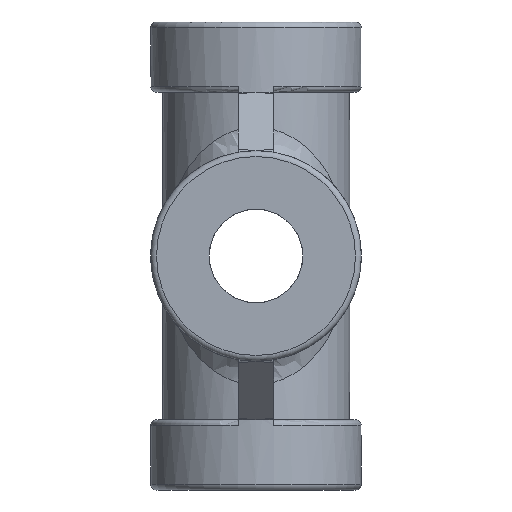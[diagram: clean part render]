
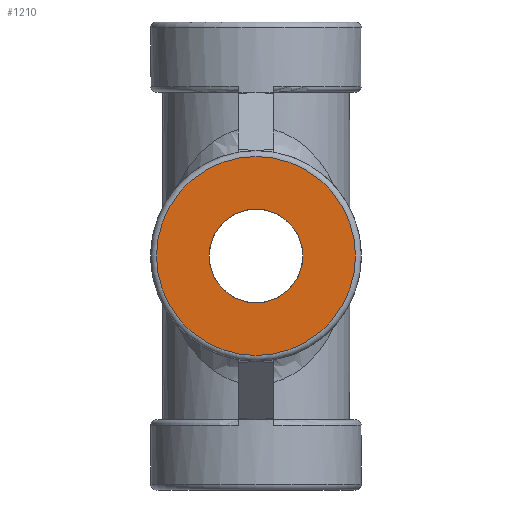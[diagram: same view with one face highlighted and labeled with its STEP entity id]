
A CAD part, front view. The second image highlights one B-rep face of the part: STEP entity #1210.
In plain terms, the highlighted planar face has unit normal (0, -1, 0).
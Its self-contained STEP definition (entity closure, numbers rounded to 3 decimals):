
#120=PLANE('',#1337);
#152=CIRCLE('',#1330,4.);
#154=CIRCLE('',#1338,8.5);
#286=ORIENTED_EDGE('',*,*,#646,.T.);
#287=ORIENTED_EDGE('',*,*,#640,.T.);
#640=EDGE_CURVE('',#810,#810,#152,.T.);
#646=EDGE_CURVE('',#814,#814,#154,.F.);
#810=VERTEX_POINT('',#1844);
#814=VERTEX_POINT('',#1856);
#1012=EDGE_LOOP('',(#286));
#1013=EDGE_LOOP('',(#287));
#1104=FACE_BOUND('',#1012,.T.);
#1105=FACE_BOUND('',#1013,.T.);
#1210=ADVANCED_FACE('',(#1104,#1105),#120,.F.);
#1330=AXIS2_PLACEMENT_3D('',#1843,#1537,#1538);
#1337=AXIS2_PLACEMENT_3D('',#1854,#1551,#1552);
#1338=AXIS2_PLACEMENT_3D('',#1855,#1553,#1554);
#1537=DIRECTION('',(0.,1.,0.));
#1538=DIRECTION('',(1.,0.,0.));
#1551=DIRECTION('',(0.,1.,0.));
#1552=DIRECTION('',(0.,0.,1.));
#1553=DIRECTION('',(0.,1.,0.));
#1554=DIRECTION('',(0.,0.,1.));
#1843=CARTESIAN_POINT('',(0.,-20.,0.));
#1844=CARTESIAN_POINT('',(4.,-20.,0.));
#1854=CARTESIAN_POINT('',(0.,-20.,0.));
#1855=CARTESIAN_POINT('',(0.,-20.,0.));
#1856=CARTESIAN_POINT('',(0.,-20.,8.5));
